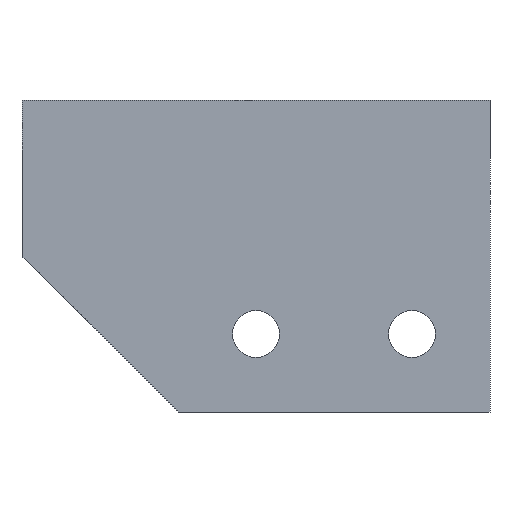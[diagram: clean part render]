
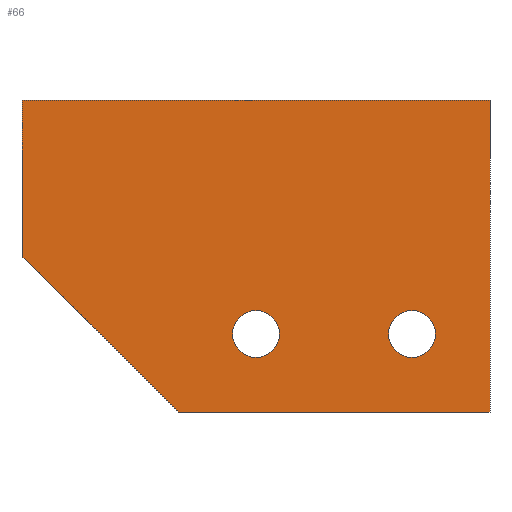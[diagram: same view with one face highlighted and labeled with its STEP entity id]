
A CAD part, front view. The second image highlights one B-rep face of the part: STEP entity #66.
In plain terms, the highlighted planar face has unit normal (0, -1, 0).
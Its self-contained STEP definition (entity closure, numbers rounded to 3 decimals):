
#11 = DIRECTION ( 'NONE',  ( 0., 1., 0. ) ) ;
#22 = CARTESIAN_POINT ( 'NONE',  ( 10., -10., 6.5 ) ) ;
#28 = DIRECTION ( 'NONE',  ( 1., 0., 0. ) ) ;
#56 = VECTOR ( 'NONE', #28, 1000. ) ;
#59 = EDGE_LOOP ( 'NONE', ( #452, #365 ) ) ;
#61 = AXIS2_PLACEMENT_3D ( 'NONE', #73, #175, #466 ) ;
#63 = LINE ( 'NONE', #410, #570 ) ;
#66 = ADVANCED_FACE ( 'NONE', ( #242, #372, #460 ), #119, .F. ) ;
#70 = DIRECTION ( 'NONE',  ( 0.707, 0., -0.707 ) ) ;
#71 = CIRCLE ( 'NONE', #61, 1.5 ) ;
#73 = CARTESIAN_POINT ( 'NONE',  ( 10., -10., 5. ) ) ;
#77 = CIRCLE ( 'NONE', #491, 1.5 ) ;
#82 = DIRECTION ( 'NONE',  ( 0., 1., 0. ) ) ;
#93 = VERTEX_POINT ( 'NONE', #308 ) ;
#101 = VERTEX_POINT ( 'NONE', #121 ) ;
#106 = CARTESIAN_POINT ( 'NONE',  ( 10., -10., 3.5 ) ) ;
#119 = PLANE ( 'NONE',  #414 ) ;
#121 = CARTESIAN_POINT ( 'NONE',  ( -5., -10., 0. ) ) ;
#129 = AXIS2_PLACEMENT_3D ( 'NONE', #274, #478, #232 ) ;
#139 = EDGE_CURVE ( 'NONE', #101, #315, #472, .T. ) ;
#144 = ORIENTED_EDGE ( 'NONE', *, *, #590, .T. ) ;
#146 = EDGE_CURVE ( 'NONE', #599, #186, #332, .T. ) ;
#147 = ORIENTED_EDGE ( 'NONE', *, *, #430, .T. ) ;
#164 = VECTOR ( 'NONE', #70, 1000. ) ;
#166 = EDGE_CURVE ( 'NONE', #93, #585, #77, .T. ) ;
#168 = CARTESIAN_POINT ( 'NONE',  ( -15., -10., 10. ) ) ;
#175 = DIRECTION ( 'NONE',  ( 0., 1., 0. ) ) ;
#186 = VERTEX_POINT ( 'NONE', #479 ) ;
#192 = DIRECTION ( 'NONE',  ( 0., 0., -1. ) ) ;
#193 = VECTOR ( 'NONE', #382, 1000. ) ;
#196 = ORIENTED_EDGE ( 'NONE', *, *, #358, .T. ) ;
#210 = ORIENTED_EDGE ( 'NONE', *, *, #381, .F. ) ;
#217 = CARTESIAN_POINT ( 'NONE',  ( 0., -10., 3.5 ) ) ;
#230 = ORIENTED_EDGE ( 'NONE', *, *, #139, .T. ) ;
#232 = DIRECTION ( 'NONE',  ( 0., 0., 1. ) ) ;
#242 = FACE_BOUND ( 'NONE', #59, .T. ) ;
#243 = CARTESIAN_POINT ( 'NONE',  ( 15., -10., 0. ) ) ;
#246 = DIRECTION ( 'NONE',  ( 0., 0., -1. ) ) ;
#257 = CARTESIAN_POINT ( 'NONE',  ( -15., -10., 20. ) ) ;
#264 = CARTESIAN_POINT ( 'NONE',  ( -15., -10., 0. ) ) ;
#274 = CARTESIAN_POINT ( 'NONE',  ( 0., -10., 5. ) ) ;
#290 = DIRECTION ( 'NONE',  ( 0., 1., 0. ) ) ;
#308 = CARTESIAN_POINT ( 'NONE',  ( 0., -10., 6.5 ) ) ;
#315 = VERTEX_POINT ( 'NONE', #243 ) ;
#316 = CARTESIAN_POINT ( 'NONE',  ( -15., -10., 10. ) ) ;
#320 = DIRECTION ( 'NONE',  ( 0., 0., 1. ) ) ;
#322 = CARTESIAN_POINT ( 'NONE',  ( 0., -10., 5. ) ) ;
#332 = LINE ( 'NONE', #632, #193 ) ;
#337 = LINE ( 'NONE', #594, #539 ) ;
#358 = EDGE_CURVE ( 'NONE', #500, #565, #644, .T. ) ;
#365 = ORIENTED_EDGE ( 'NONE', *, *, #641, .T. ) ;
#372 = FACE_BOUND ( 'NONE', #402, .T. ) ;
#381 = EDGE_CURVE ( 'NONE', #186, #315, #337, .T. ) ;
#382 = DIRECTION ( 'NONE',  ( 1., 0., 0. ) ) ;
#402 = EDGE_LOOP ( 'NONE', ( #618, #196 ) ) ;
#410 = CARTESIAN_POINT ( 'NONE',  ( -15., -10., 20. ) ) ;
#414 = AXIS2_PLACEMENT_3D ( 'NONE', #257, #11, #568 ) ;
#419 = AXIS2_PLACEMENT_3D ( 'NONE', #543, #290, #497 ) ;
#430 = EDGE_CURVE ( 'NONE', #599, #567, #63, .T. ) ;
#442 = EDGE_LOOP ( 'NONE', ( #147, #144, #230, #210, #520 ) ) ;
#452 = ORIENTED_EDGE ( 'NONE', *, *, #166, .T. ) ;
#460 = FACE_OUTER_BOUND ( 'NONE', #442, .T. ) ;
#466 = DIRECTION ( 'NONE',  ( 0., 0., 1. ) ) ;
#472 = LINE ( 'NONE', #264, #56 ) ;
#476 = CARTESIAN_POINT ( 'NONE',  ( -15., -10., 20. ) ) ;
#478 = DIRECTION ( 'NONE',  ( 0., 1., 0. ) ) ;
#479 = CARTESIAN_POINT ( 'NONE',  ( 15., -10., 20. ) ) ;
#491 = AXIS2_PLACEMENT_3D ( 'NONE', #322, #82, #320 ) ;
#497 = DIRECTION ( 'NONE',  ( 0., 0., 1. ) ) ;
#500 = VERTEX_POINT ( 'NONE', #106 ) ;
#520 = ORIENTED_EDGE ( 'NONE', *, *, #146, .F. ) ;
#539 = VECTOR ( 'NONE', #192, 1000. ) ;
#543 = CARTESIAN_POINT ( 'NONE',  ( 10., -10., 5. ) ) ;
#565 = VERTEX_POINT ( 'NONE', #22 ) ;
#567 = VERTEX_POINT ( 'NONE', #168 ) ;
#568 = DIRECTION ( 'NONE',  ( 0., 0., 1. ) ) ;
#570 = VECTOR ( 'NONE', #246, 1000. ) ;
#585 = VERTEX_POINT ( 'NONE', #217 ) ;
#590 = EDGE_CURVE ( 'NONE', #567, #101, #646, .T. ) ;
#594 = CARTESIAN_POINT ( 'NONE',  ( 15., -10., 20. ) ) ;
#599 = VERTEX_POINT ( 'NONE', #476 ) ;
#602 = CIRCLE ( 'NONE', #129, 1.5 ) ;
#618 = ORIENTED_EDGE ( 'NONE', *, *, #620, .T. ) ;
#620 = EDGE_CURVE ( 'NONE', #565, #500, #71, .T. ) ;
#632 = CARTESIAN_POINT ( 'NONE',  ( -15., -10., 20. ) ) ;
#641 = EDGE_CURVE ( 'NONE', #585, #93, #602, .T. ) ;
#644 = CIRCLE ( 'NONE', #419, 1.5 ) ;
#646 = LINE ( 'NONE', #316, #164 ) ;
